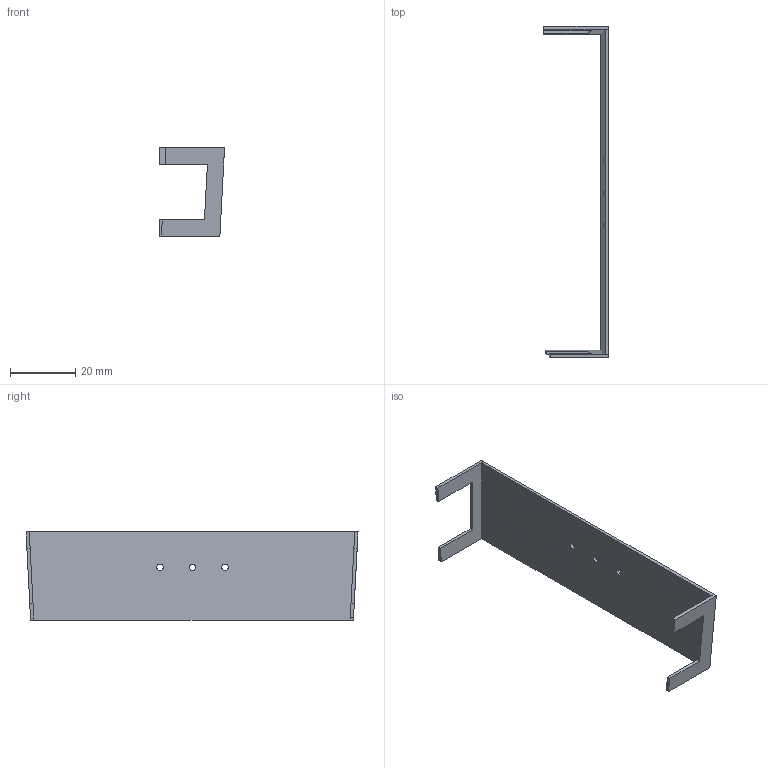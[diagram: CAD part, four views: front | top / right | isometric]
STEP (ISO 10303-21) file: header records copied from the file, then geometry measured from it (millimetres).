
FILE_DESCRIPTION(/* description */ (''),/* implementation_level */ '2;1');
FILE_NAME(/* name */ 'Drill-Helper.step',/* time_stamp */ '2023-07-23T16:41:14+08:00',/* author */ (''),/* organization */ (''),/* preprocessor_version */ 'ST-DEVELOPER v19.2',/* originating_system */ 'Autodesk Translation Framework v12.6.0.85',/* authorisation */ '');
FILE_SCHEMA (('AUTOMOTIVE_DESIGN { 1 0 10303 214 3 1 1 }'));
Length unit declared in the file: millimetre
Products named in the file (3): Drill-Helper; Drill-Guide-Gland-Hole; Gland-Hole
Assembly tree (2 placements, depth 3):
  Drill-Helper
    Drill-Guide-Gland-Hole
      Gland-Hole
Bounding box: 19.97 x 102 x 27.18 mm (x, y, z)
Volume: 2992.9 mm3; surface area: 7319.8 mm2
Topology: 1 solids, 1 shells, 397 faces, 1086 edges, 721 vertices
Faces by surface type: bspline 218, plane 166, cylinder 13
Full cylindrical faces by diameter (mm): 2 x3
Entity records: 14595 total; most frequent: CARTESIAN_POINT 5916, ORIENTED_EDGE 2172, EDGE_CURVE 1086, DIRECTION 1046, VERTEX_POINT 721, LINE 624, VECTOR 624, B_SPLINE_CURVE_WITH_KNOTS 436
